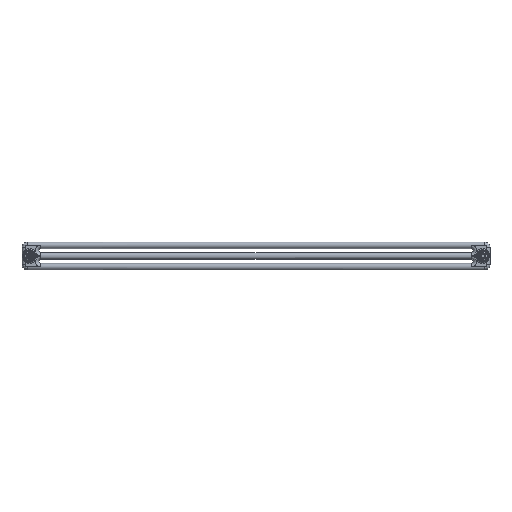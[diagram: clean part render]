
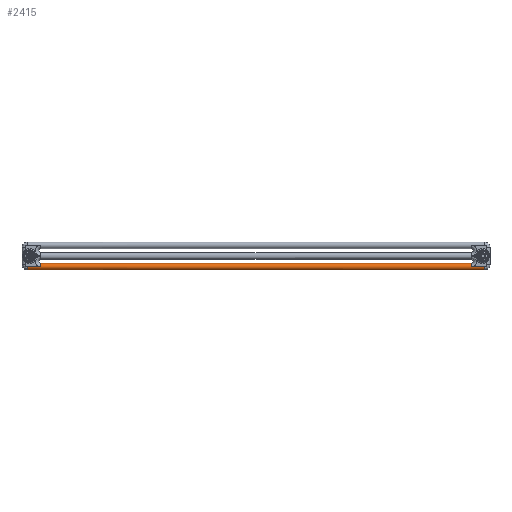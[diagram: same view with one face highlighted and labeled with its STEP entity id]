
A CAD part, left-side view. The second image highlights one B-rep face of the part: STEP entity #2415.
In plain terms, the highlighted cylindrical face has radius 12.5 mm (diameter 25 mm), a partial arc.
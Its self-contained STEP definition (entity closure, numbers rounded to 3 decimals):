
#371=DIRECTION('',(0.,1.,0.));
#372=VECTOR('',#371,51.85);
#373=CARTESIAN_POINT('',(12.5,-1738.275,0.));
#374=LINE('',#373,#372);
#648=DIRECTION('',(0.,-1.,0.));
#649=VECTOR('',#648,1633.1);
#650=CARTESIAN_POINT('',(25.,-41.725,-12.575));
#651=LINE('',#650,#649);
#652=DIRECTION('',(0.,-1.,0.001));
#653=VECTOR('',#652,11.6);
#654=CARTESIAN_POINT('',(25.,-1674.825,-12.575));
#655=LINE('',#654,#653);
#656=CARTESIAN_POINT('',(12.5,-1686.425,-12.5));
#657=DIRECTION('',(0.,1.,0.));
#658=DIRECTION('',(0.,0.,1.));
#659=AXIS2_PLACEMENT_3D('',#656,#657,#658);
#661=CARTESIAN_POINT('',(12.5,-1738.275,-12.5));
#662=DIRECTION('',(0.,1.,0.));
#663=DIRECTION('',(-1.,0.,-0.008));
#664=AXIS2_PLACEMENT_3D('',#661,#662,#663);
#666=DIRECTION('',(0.,-1.,0.));
#667=VECTOR('',#666,63.45);
#668=CARTESIAN_POINT('',(0.,-1674.825,-12.575));
#669=LINE('',#668,#667);
#670=DIRECTION('',(0.,-1.,0.));
#671=VECTOR('',#670,63.45);
#672=CARTESIAN_POINT('',(0.,21.725,-12.6));
#673=LINE('',#672,#671);
#674=DIRECTION('',(0.,1.,-0.002));
#675=VECTOR('',#674,11.6);
#676=CARTESIAN_POINT('',(25.,-41.725,-12.575));
#677=LINE('',#676,#675);
#678=DIRECTION('',(0.,-1.,0.));
#679=VECTOR('',#678,1633.1);
#680=CARTESIAN_POINT('',(0.,-41.725,-12.575));
#681=LINE('',#680,#679);
#697=CARTESIAN_POINT('',(0.,-1738.275,
-12.567));
#730=CARTESIAN_POINT('',(12.5,-30.125,-0.033));
#731=CARTESIAN_POINT('',(13.809,-30.125,-0.033));
#732=CARTESIAN_POINT('',(16.427,-30.125,
-0.4));
#733=CARTESIAN_POINT('',(19.969,-30.125,-2.222));
#734=CARTESIAN_POINT('',(22.781,-30.125,-5.036));
#735=CARTESIAN_POINT('',(24.583,-30.125,-8.55));
#736=CARTESIAN_POINT('',(25.005,-30.125,-11.241));
#737=CARTESIAN_POINT('',(25.,-30.125,-12.6));
#792=DIRECTION('',(0.,1.,0.));
#793=VECTOR('',#792,51.85);
#794=CARTESIAN_POINT('',(12.5,-30.125,-0.033));
#795=LINE('',#794,#793);
#989=CARTESIAN_POINT('',(0.,21.725,-12.6));
#990=CARTESIAN_POINT('',(-0.005,21.725,
-11.241));
#991=CARTESIAN_POINT('',(0.417,21.725,-8.55));
#992=CARTESIAN_POINT('',(2.219,21.725,-5.036));
#993=CARTESIAN_POINT('',(5.031,21.725,-2.222));
#994=CARTESIAN_POINT('',(8.573,21.725,-0.4));
#995=CARTESIAN_POINT('',(11.191,21.725,-0.033));
#996=CARTESIAN_POINT('',(12.5,21.725,-0.033));
#1456=CARTESIAN_POINT('',(12.5,-30.125,-0.033));
#1457=CARTESIAN_POINT('',(12.5,21.725,
-0.033));
#1458=VERTEX_POINT('',#1456);
#1459=VERTEX_POINT('',#1457);
#1481=VERTEX_POINT('',#989);
#1482=VERTEX_POINT('',#737);
#1541=CARTESIAN_POINT('',(12.5,-1738.275,0.));
#1542=CARTESIAN_POINT('',(12.5,-1686.425,0.));
#1543=VERTEX_POINT('',#1541);
#1544=VERTEX_POINT('',#1542);
#1565=VERTEX_POINT('',#697);
#1576=CARTESIAN_POINT('',(25.,-1686.425,-12.6));
#1577=VERTEX_POINT('',#1576);
#1637=CARTESIAN_POINT('',(25.,-41.725,-12.575));
#1638=VERTEX_POINT('',#1637);
#1639=CARTESIAN_POINT('',(0.,-41.725,-12.575));
#1640=VERTEX_POINT('',#1639);
#1649=CARTESIAN_POINT('',(25.,-1674.825,-12.575));
#1650=VERTEX_POINT('',#1649);
#1651=CARTESIAN_POINT('',(0.,-1674.825,-12.575));
#1652=VERTEX_POINT('',#1651);
#2386=CARTESIAN_POINT('',(12.5,-3611.767,-12.5));
#2387=DIRECTION('',(0.,1.,0.));
#2388=DIRECTION('',(-1.,0.,0.));
#2389=AXIS2_PLACEMENT_3D('',#2386,#2387,#2388);
#2390=CYLINDRICAL_SURFACE('',#2389,12.5);
#2392=ORIENTED_EDGE('',*,*,#2391,.T.);
#2394=ORIENTED_EDGE('',*,*,#2393,.T.);
#2395=ORIENTED_EDGE('',*,*,#2233,.F.);
#2396=ORIENTED_EDGE('',*,*,#2064,.F.);
#2398=ORIENTED_EDGE('',*,*,#2397,.F.);
#2400=ORIENTED_EDGE('',*,*,#2399,.F.);
#2402=ORIENTED_EDGE('',*,*,#2401,.F.);
#2404=ORIENTED_EDGE('',*,*,#2403,.F.);
#2406=ORIENTED_EDGE('',*,*,#2405,.T.);
#2408=ORIENTED_EDGE('',*,*,#2407,.F.);
#2410=ORIENTED_EDGE('',*,*,#2409,.T.);
#2412=ORIENTED_EDGE('',*,*,#2411,.F.);
#2413=EDGE_LOOP('',(#2392,#2394,#2395,#2396,#2398,#2400,#2402,#2404,#2406,#2408,
#2410,#2412));
#2414=FACE_OUTER_BOUND('',#2413,.F.);
#660=CIRCLE('',#659,12.5);
#665=CIRCLE('',#664,12.5);
#738=B_SPLINE_CURVE_WITH_KNOTS('',3,(#730,#731,#732,#733,#734,#735,#736,#737),
.UNSPECIFIED.,.F.,.F.,(4,1,1,1,1,4),(0.,0.2,0.4,0.6,0.8,1.),
.UNSPECIFIED.);
#997=B_SPLINE_CURVE_WITH_KNOTS('',3,(#989,#990,#991,#992,#993,#994,#995,#996),
.UNSPECIFIED.,.F.,.F.,(4,1,1,1,1,4),(0.,0.2,0.4,0.6,0.8,1.),
.UNSPECIFIED.);
#2064=EDGE_CURVE('',#1543,#1544,#374,.T.);
#2233=EDGE_CURVE('',#1544,#1577,#660,.T.);
#2391=EDGE_CURVE('',#1638,#1650,#651,.T.);
#2393=EDGE_CURVE('',#1650,#1577,#655,.T.);
#2397=EDGE_CURVE('',#1565,#1543,#665,.T.);
#2399=EDGE_CURVE('',#1652,#1565,#669,.T.);
#2401=EDGE_CURVE('',#1640,#1652,#681,.T.);
#2403=EDGE_CURVE('',#1481,#1640,#673,.T.);
#2405=EDGE_CURVE('',#1481,#1459,#997,.T.);
#2407=EDGE_CURVE('',#1458,#1459,#795,.T.);
#2409=EDGE_CURVE('',#1458,#1482,#738,.T.);
#2411=EDGE_CURVE('',#1638,#1482,#677,.T.);
#2415=ADVANCED_FACE('',(#2414),#2390,.T.);
